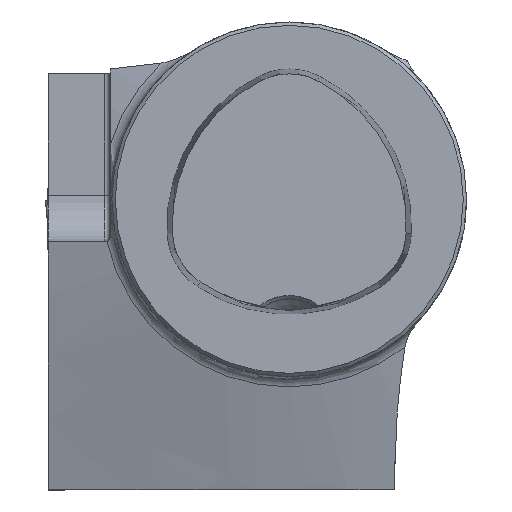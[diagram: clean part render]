
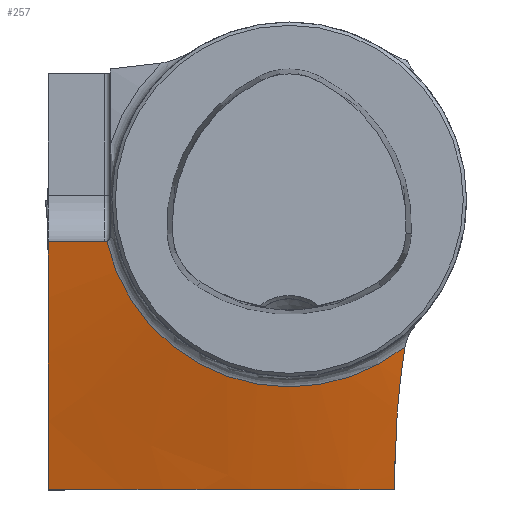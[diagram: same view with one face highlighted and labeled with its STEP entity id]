
A CAD part, top view. The second image highlights one B-rep face of the part: STEP entity #257.
In plain terms, the highlighted conical face has half-angle 75 degrees and reference radius 16 mm.
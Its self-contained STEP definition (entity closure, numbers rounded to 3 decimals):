
#150=CONICAL_SURFACE('',#1956,16.,75.);
#161=CIRCLE('',#1955,16.889);
#202=B_SPLINE_CURVE_WITH_KNOTS('',3,(#2618,#2619,#2620,#2621),
 .UNSPECIFIED.,.F.,.F.,(4,4),(0.,1.),.UNSPECIFIED.);
#203=B_SPLINE_CURVE_WITH_KNOTS('',3,(#2623,#2624,#2625,#2626,#2627,#2628),
 .UNSPECIFIED.,.F.,.F.,(4,2,4),(0.,0.5,1.),.UNSPECIFIED.);
#204=B_SPLINE_CURVE_WITH_KNOTS('',3,(#2630,#2631,#2632,#2633),
 .UNSPECIFIED.,.F.,.F.,(4,4),(0.,1.),.UNSPECIFIED.);
#205=B_SPLINE_CURVE_WITH_KNOTS('',3,(#2637,#2638,#2639,#2640),
 .UNSPECIFIED.,.F.,.F.,(4,4),(0.,1.),.UNSPECIFIED.);
#206=B_SPLINE_CURVE_WITH_KNOTS('',3,(#2642,#2643,#2644,#2645),
 .UNSPECIFIED.,.F.,.F.,(4,4),(0.,1.),.UNSPECIFIED.);
#207=B_SPLINE_CURVE_WITH_KNOTS('',3,(#2647,#2648,#2649,#2650),
 .UNSPECIFIED.,.F.,.F.,(4,4),(0.,1.),.UNSPECIFIED.);
#257=ADVANCED_FACE('FP_RR_SU1',(#416),#150,.T.);
#416=FACE_OUTER_BOUND('',#512,.T.);
#512=EDGE_LOOP('',(#626,#627,#628,#629,#630,#631,#632));
#626=ORIENTED_EDGE('',*,*,#1324,.T.);
#627=ORIENTED_EDGE('',*,*,#1323,.T.);
#628=ORIENTED_EDGE('',*,*,#1325,.F.);
#629=ORIENTED_EDGE('',*,*,#1326,.T.);
#630=ORIENTED_EDGE('',*,*,#1327,.F.);
#631=ORIENTED_EDGE('',*,*,#1328,.F.);
#632=ORIENTED_EDGE('',*,*,#1329,.F.);
#1146=VERTEX_POINT('',#2611);
#1149=VERTEX_POINT('',#2617);
#1150=VERTEX_POINT('',#2629);
#1151=VERTEX_POINT('',#2634);
#1152=VERTEX_POINT('',#2636);
#1153=VERTEX_POINT('',#2641);
#1154=VERTEX_POINT('',#2646);
#1323=EDGE_CURVE('',#1146,#1149,#202,.T.);
#1324=EDGE_CURVE('',#1150,#1146,#203,.T.);
#1325=EDGE_CURVE('',#1151,#1149,#204,.T.);
#1326=EDGE_CURVE('',#1151,#1152,#161,.T.);
#1327=EDGE_CURVE('',#1153,#1152,#205,.T.);
#1328=EDGE_CURVE('',#1154,#1153,#206,.T.);
#1329=EDGE_CURVE('',#1150,#1154,#207,.T.);
#1955=AXIS2_PLACEMENT_3D('',#2635,#2131,#2132);
#1956=AXIS2_PLACEMENT_3D('',#2651,#2133,#2134);
#2131=DIRECTION('',(0.,0.,-1.));
#2132=DIRECTION('',(1.,0.,0.));
#2133=DIRECTION('',(0.,0.,-1.));
#2134=DIRECTION('',(-1.,0.,0.));
#2611=CARTESIAN_POINT('',(9.5,-26.128,-19.362));
#2617=CARTESIAN_POINT('',(9.5,-24.773,-19.022));
#2618=CARTESIAN_POINT('',(9.5,-26.128,-19.362));
#2619=CARTESIAN_POINT('',(9.5,-25.676,-19.248));
#2620=CARTESIAN_POINT('',(9.5,-25.224,-19.135));
#2621=CARTESIAN_POINT('',(9.5,-24.773,-19.022));
#2623=CARTESIAN_POINT('',(-21.75,-26.128,-21.022));
#2624=CARTESIAN_POINT('',(-16.592,-26.128,-20.138));
#2625=CARTESIAN_POINT('',(-11.364,-26.128,-19.423));
#2626=CARTESIAN_POINT('',(-0.862,-26.128,-18.782));
#2627=CARTESIAN_POINT('',(4.34,-26.128,-18.89));
#2628=CARTESIAN_POINT('',(9.5,-26.128,-19.362));
#2629=CARTESIAN_POINT('',(-21.75,-26.128,-21.022));
#2630=CARTESIAN_POINT('',(10.446,-13.271,-16.438));
#2631=CARTESIAN_POINT('',(9.847,-17.107,-17.147));
#2632=CARTESIAN_POINT('',(9.5,-20.943,-18.064));
#2633=CARTESIAN_POINT('',(9.5,-24.773,-19.022));
#2634=CARTESIAN_POINT('',(10.446,-13.271,-16.438));
#2635=CARTESIAN_POINT('',(0.,0.,-16.438));
#2636=CARTESIAN_POINT('',(-16.465,-3.764,-16.438));
#2637=CARTESIAN_POINT('',(-16.65,-3.8,-16.489));
#2638=CARTESIAN_POINT('',(-16.587,-3.8,-16.472));
#2639=CARTESIAN_POINT('',(-16.523,-3.788,-16.455));
#2640=CARTESIAN_POINT('',(-16.465,-3.764,-16.438));
#2641=CARTESIAN_POINT('',(-16.65,-3.8,-16.489));
#2642=CARTESIAN_POINT('',(-21.75,-3.8,-17.829));
#2643=CARTESIAN_POINT('',(-20.05,-3.8,-17.38));
#2644=CARTESIAN_POINT('',(-18.351,-3.8,-16.933));
#2645=CARTESIAN_POINT('',(-16.65,-3.8,-16.489));
#2646=CARTESIAN_POINT('',(-21.75,-3.8,-17.829));
#2647=CARTESIAN_POINT('',(-21.75,-26.128,-21.022));
#2648=CARTESIAN_POINT('',(-21.75,-18.749,-19.502));
#2649=CARTESIAN_POINT('',(-21.75,-11.342,-18.177));
#2650=CARTESIAN_POINT('',(-21.75,-3.8,-17.829));
#2651=CARTESIAN_POINT('',(0.,0.,-16.2));
